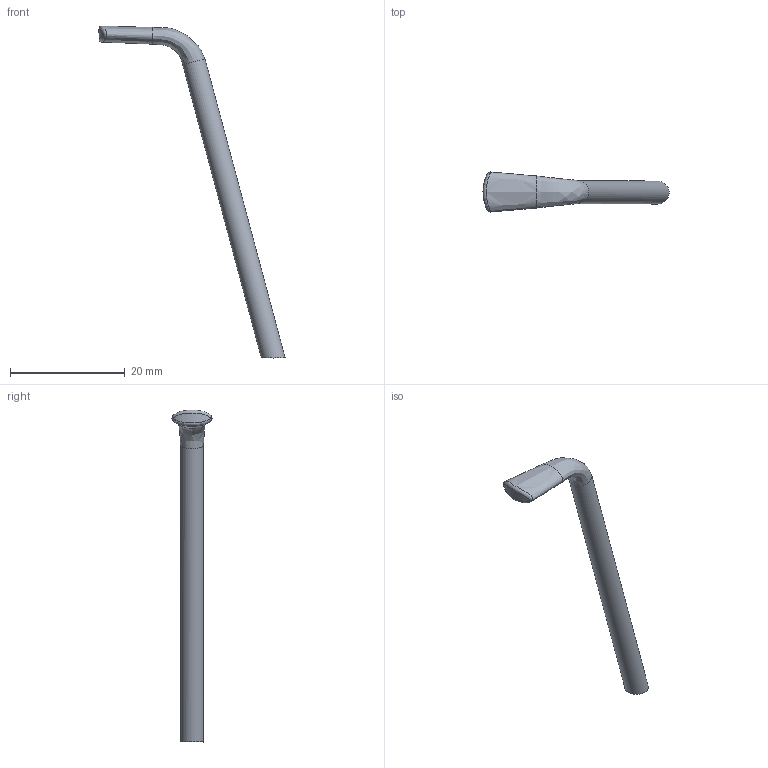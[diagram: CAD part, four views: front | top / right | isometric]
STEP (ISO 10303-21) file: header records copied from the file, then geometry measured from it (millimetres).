
FILE_DESCRIPTION(/* description */ ('Unknown'),/* implementation_level */ '2;1');
FILE_NAME(/* name */ '33265003',/* time_stamp */ '2022-08-26T09:40:22+02:00',/* author */ ('Unknown'),/* organization */ ('GROHE AG'),/* preprocessor_version */ 'ST-DEVELOPER v16.7',/* originating_system */ 'DEX',/* authorisation */ $);
FILE_SCHEMA (('AUTOMOTIVE_DESIGN {1 0 10303 214 3 1 1}'));
Length unit declared in the file: millimetre
Products named in the file (5): 33265003; id47; 40.2951.24300; EuroSmart Evolution_+5mm_20190927
Assembly tree (4 placements, depth 2):
  33265003
    33265003
    id47
    40.2951.24300
    EuroSmart Evolution_+5mm_20190927
Bounding box: 32.4 x 6.98 x 57.83 mm (x, y, z)
Volume: 918.8 mm3; surface area: 949.2 mm2
Topology: 1 solids, 1 shells, 6 faces, 12 edges, 8 vertices
Faces by surface type: bspline 3, cylinder 2, plane 1
Full cylindrical faces by diameter (mm): 4 x1
Entity records: 908 total; most frequent: CARTESIAN_POINT 725, DIRECTION 22, AXIS2_PLACEMENT_3D 11, ORIENTED_EDGE 10, EDGE_LOOP 10, FACE_BOUND 10, PRODUCT_DEFINITION_SHAPE 9, ADVANCED_FACE 6
